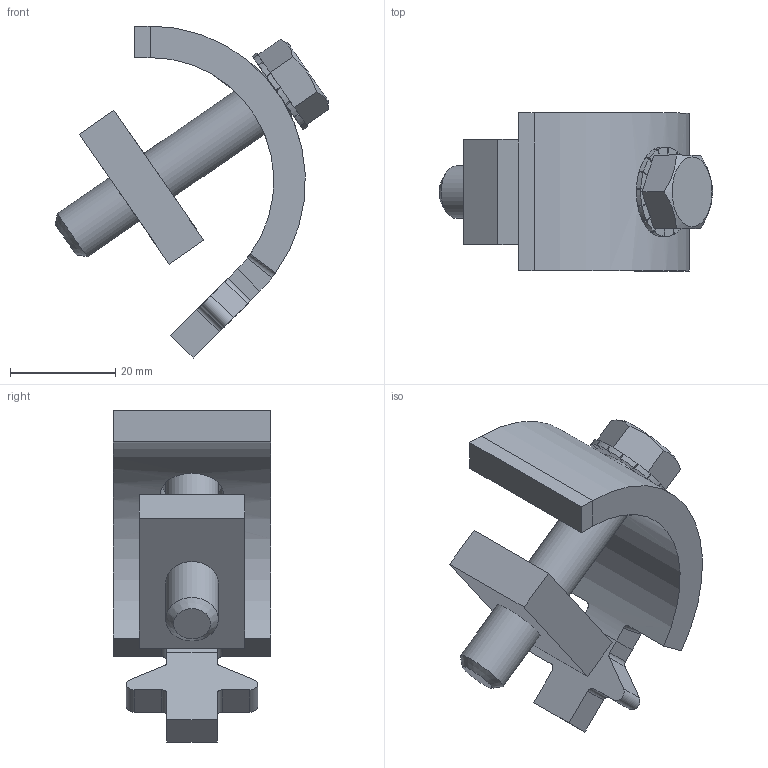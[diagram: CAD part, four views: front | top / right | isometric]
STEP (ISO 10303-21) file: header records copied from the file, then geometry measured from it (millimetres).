
FILE_DESCRIPTION(('STEP AP203'), '1');
FILE_NAME('279.RC30-RC35 青踱囹 觐眈铍 RC30-RC35', '', ('UNSPECIFIED'), ('UNSPECIFIED'), 'ASCON STEP Converter 1.3', 'ASCON Math Kernel', '');
FILE_SCHEMA(('CONFIG_CONTROL_DESIGN'));
Length unit declared in the file: millimetre
Products named in the file (1): 279.RC30/RC35
Bounding box: 51.96 x 30 x 63.07 mm (x, y, z)
Volume: 21243.6 mm3; surface area: 9706.9 mm2
Topology: 2 solids, 2 shells, 150 faces, 386 edges, 243 vertices
Faces by surface type: plane 117, cylinder 27, bspline 3, cone 2, torus 1
Full cylindrical faces by diameter (mm): 10 x2, 10.5 x1
Entity records: 6204 total; most frequent: CARTESIAN_POINT 1329, ORIENTED_EDGE 758, DIRECTION 724, EDGE_CURVE 379, LINE 306, VECTOR 306, VERTEX_POINT 243, AXIS2_PLACEMENT_3D 209
